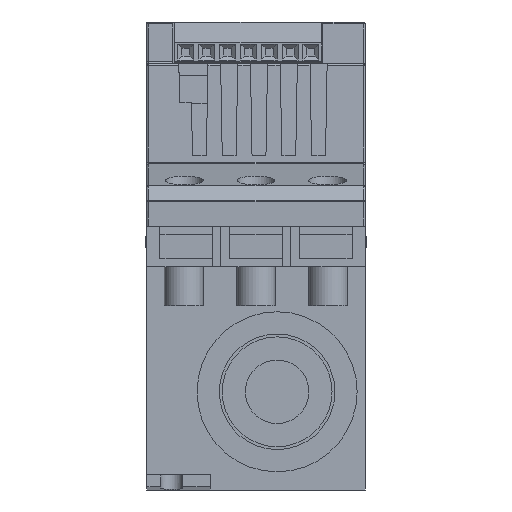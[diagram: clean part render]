
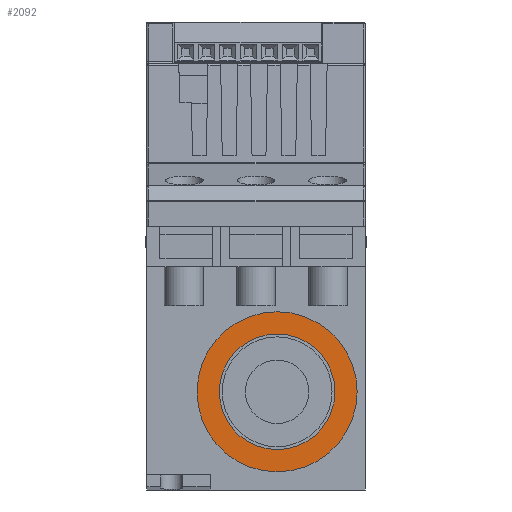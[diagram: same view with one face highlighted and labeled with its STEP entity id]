
A CAD part, front view. The second image highlights one B-rep face of the part: STEP entity #2092.
In plain terms, the highlighted planar face has unit normal (0, -1, 0).
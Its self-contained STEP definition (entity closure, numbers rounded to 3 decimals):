
#310 = DIRECTION ( 'NONE',  ( 0., -1., 0. ) ) ;
#1225 = VERTEX_POINT ( 'NONE', #14585 ) ;
#2092 = ADVANCED_FACE ( 'NONE', ( #14298, #25766 ), #27405, .T. ) ;
#2107 = ORIENTED_EDGE ( 'NONE', *, *, #19239, .T. ) ;
#3121 = DIRECTION ( 'NONE',  ( 0., -1., 0. ) ) ;
#5310 = EDGE_CURVE ( 'NONE', #6292, #1225, #22569, .T. ) ;
#6285 = DIRECTION ( 'NONE',  ( 0., -1., 0. ) ) ;
#6292 = VERTEX_POINT ( 'NONE', #12192 ) ;
#6708 = VERTEX_POINT ( 'NONE', #19987 ) ;
#7021 = AXIS2_PLACEMENT_3D ( 'NONE', #13294, #310, #15440 ) ;
#7589 = EDGE_LOOP ( 'NONE', ( #2107, #26602 ) ) ;
#8054 = EDGE_LOOP ( 'NONE', ( #8876, #17237 ) ) ;
#8309 = CARTESIAN_POINT ( 'NONE',  ( 5.316, -69.75, -113.229 ) ) ;
#8438 = DIRECTION ( 'NONE',  ( 0., -1., 0. ) ) ;
#8876 = ORIENTED_EDGE ( 'NONE', *, *, #26952, .F. ) ;
#8935 = CIRCLE ( 'NONE', #17619, 20.145 ) ;
#10722 = VERTEX_POINT ( 'NONE', #8309 ) ;
#12192 = CARTESIAN_POINT ( 'NONE',  ( 5.316, -69.75, -78.539 ) ) ;
#12474 = DIRECTION ( 'NONE',  ( 0., -1., 0. ) ) ;
#13294 = CARTESIAN_POINT ( 'NONE',  ( 5.316, -69.75, -93.084 ) ) ;
#13958 = EDGE_CURVE ( 'NONE', #6708, #10722, #22056, .T. ) ;
#13987 = CIRCLE ( 'NONE', #24926, 14.545 ) ;
#14298 = FACE_BOUND ( 'NONE', #8054, .T. ) ;
#14585 = CARTESIAN_POINT ( 'NONE',  ( 5.316, -69.75, -107.629 ) ) ;
#15440 = DIRECTION ( 'NONE',  ( 0., 0., -1. ) ) ;
#15456 = AXIS2_PLACEMENT_3D ( 'NONE', #25426, #12474, #27588 ) ;
#16075 = CARTESIAN_POINT ( 'NONE',  ( 5.316, -69.75, -93.084 ) ) ;
#17237 = ORIENTED_EDGE ( 'NONE', *, *, #5310, .F. ) ;
#17619 = AXIS2_PLACEMENT_3D ( 'NONE', #19332, #6285, #21432 ) ;
#18283 = DIRECTION ( 'NONE',  ( 0., 0., -1. ) ) ;
#19239 = EDGE_CURVE ( 'NONE', #10722, #6708, #8935, .T. ) ;
#19332 = CARTESIAN_POINT ( 'NONE',  ( 5.316, -69.75, -93.084 ) ) ;
#19987 = CARTESIAN_POINT ( 'NONE',  ( 5.316, -69.75, -72.939 ) ) ;
#21402 = CARTESIAN_POINT ( 'NONE',  ( 5.316, -69.75, -93.084 ) ) ;
#21432 = DIRECTION ( 'NONE',  ( 0., 0., -1. ) ) ;
#22056 = CIRCLE ( 'NONE', #7021, 20.145 ) ;
#22337 = AXIS2_PLACEMENT_3D ( 'NONE', #16075, #3121, #18283 ) ;
#22569 = CIRCLE ( 'NONE', #22337, 14.545 ) ;
#23578 = DIRECTION ( 'NONE',  ( 0., 0., -1. ) ) ;
#24926 = AXIS2_PLACEMENT_3D ( 'NONE', #21402, #8438, #23578 ) ;
#25426 = CARTESIAN_POINT ( 'NONE',  ( 5.316, -69.75, -93.084 ) ) ;
#25766 = FACE_OUTER_BOUND ( 'NONE', #7589, .T. ) ;
#26602 = ORIENTED_EDGE ( 'NONE', *, *, #13958, .T. ) ;
#26952 = EDGE_CURVE ( 'NONE', #1225, #6292, #13987, .T. ) ;
#27405 = PLANE ( 'NONE',  #15456 ) ;
#27588 = DIRECTION ( 'NONE',  ( 0., 0., -1. ) ) ;
